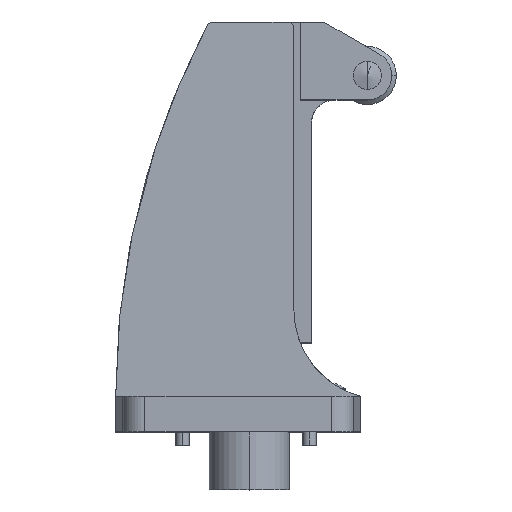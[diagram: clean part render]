
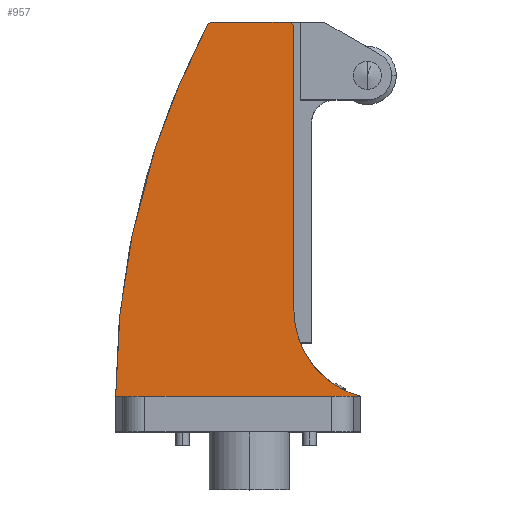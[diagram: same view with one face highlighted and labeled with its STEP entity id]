
A CAD part, top view. The second image highlights one B-rep face of the part: STEP entity #957.
In plain terms, the highlighted planar face has unit normal (0, 0.024, 1).
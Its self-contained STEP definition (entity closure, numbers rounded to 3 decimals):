
#439 = EDGE_CURVE ( 'NONE', #9915, #9916, #3785, .T. ) ;
#453 = EDGE_CURVE ( 'NONE', #9887, #483, #3833, .T. ) ;
#461 = EDGE_CURVE ( 'NONE', #468, #9915, #3856, .T. ) ;
#467 = EDGE_CURVE ( 'NONE', #486, #468, #3846, .T. ) ;
#468 = VERTEX_POINT ( 'NONE', #3845 ) ;
#483 = VERTEX_POINT ( 'NONE', #3920 ) ;
#485 = EDGE_CURVE ( 'NONE', #483, #486, #3919, .T. ) ;
#486 = VERTEX_POINT ( 'NONE', #3915 ) ;
#513 = EDGE_CURVE ( 'NONE', #9909, #9916, #3926, .T. ) ;
#957 = ADVANCED_FACE ( 'NONE', ( #4692 ), #4691, .F. ) ;
#958 = EDGE_LOOP ( 'NONE', ( #959, #960, #961, #962, #964, #965, #966 ) ) ;
#959 = ORIENTED_EDGE ( 'NONE', *, *, #513, .T. ) ;
#960 = ORIENTED_EDGE ( 'NONE', *, *, #439, .F. ) ;
#961 = ORIENTED_EDGE ( 'NONE', *, *, #461, .F. ) ;
#962 = ORIENTED_EDGE ( 'NONE', *, *, #467, .F. ) ;
#964 = ORIENTED_EDGE ( 'NONE', *, *, #485, .F. ) ;
#965 = ORIENTED_EDGE ( 'NONE', *, *, #453, .F. ) ;
#966 = ORIENTED_EDGE ( 'NONE', *, *, #9907, .F. ) ;
#3785 =( BOUNDED_CURVE ( )  B_SPLINE_CURVE ( 3, ( #3826, #3825, #3824, #3823 ),
 .UNSPECIFIED., .F., .F. ) 
 B_SPLINE_CURVE_WITH_KNOTS ( ( 4, 4 ),
 ( 1.571, 2.889 ),
 .UNSPECIFIED. ) 
 CURVE ( )  GEOMETRIC_REPRESENTATION_ITEM ( )  RATIONAL_B_SPLINE_CURVE ( ( 1., 0.86, 0.86, 1. ) ) 
 REPRESENTATION_ITEM ( '' )  );
#3823 = CARTESIAN_POINT ( 'NONE',  ( 25., 8., 19. ) ) ;
#3824 = CARTESIAN_POINT ( 'NONE',  ( 15.811, 10.372, 18.944 ) ) ;
#3825 = CARTESIAN_POINT ( 'NONE',  ( 10., 17.875, 18.765 ) ) ;
#3826 = CARTESIAN_POINT ( 'NONE',  ( 10., 27.365, 18.539 ) ) ;
#3828 = CARTESIAN_POINT ( 'NONE',  ( -8.097, 92., 17. ) ) ;
#3829 = CARTESIAN_POINT ( 'NONE',  ( -8.669, 92., 17. ) ) ;
#3830 = CARTESIAN_POINT ( 'NONE',  ( -9.158, 91.705, 17.007 ) ) ;
#3831 = CARTESIAN_POINT ( 'NONE',  ( -9.425, 91.199, 17.019 ) ) ;
#3833 =( BOUNDED_CURVE ( )  B_SPLINE_CURVE ( 3, ( #3831, #3830, #3829, #3828 ),
 .UNSPECIFIED., .F., .T. ) 
 B_SPLINE_CURVE_WITH_KNOTS ( ( 4, 4 ),
 ( 5.197, 6.283 ),
 .UNSPECIFIED. ) 
 CURVE ( )  GEOMETRIC_REPRESENTATION_ITEM ( )  RATIONAL_B_SPLINE_CURVE ( ( 1., 0.904, 0.904, 1. ) ) 
 REPRESENTATION_ITEM ( '' )  );
#3841 = CARTESIAN_POINT ( 'NONE',  ( 10., 90.5, 17.036 ) ) ;
#3842 = CARTESIAN_POINT ( 'NONE',  ( 10., 91.379, 17.015 ) ) ;
#3843 = CARTESIAN_POINT ( 'NONE',  ( 9.379, 92., 17. ) ) ;
#3844 = CARTESIAN_POINT ( 'NONE',  ( 8.5, 92., 17. ) ) ;
#3845 = CARTESIAN_POINT ( 'NONE',  ( 10., 90.5, 17.036 ) ) ;
#3846 =( BOUNDED_CURVE ( )  B_SPLINE_CURVE ( 3, ( #3844, #3843, #3842, #3841 ),
 .UNSPECIFIED., .F., .F. ) 
 B_SPLINE_CURVE_WITH_KNOTS ( ( 4, 4 ),
 ( 0., 1.571 ),
 .UNSPECIFIED. ) 
 CURVE ( )  GEOMETRIC_REPRESENTATION_ITEM ( )  RATIONAL_B_SPLINE_CURVE ( ( 1., 0.805, 0.805, 1. ) ) 
 REPRESENTATION_ITEM ( '' )  );
#3853 = DIRECTION ( 'NONE',  ( 0., -1., 0.024 ) ) ;
#3854 = VECTOR ( 'NONE', #3853, 1000. ) ;
#3855 = CARTESIAN_POINT ( 'NONE',  ( 10., 90.453, 17.037 ) ) ;
#3856 = LINE ( 'NONE', #3855, #3854 ) ;
#3915 = CARTESIAN_POINT ( 'NONE',  ( 8.5, 92., 17. ) ) ;
#3916 = DIRECTION ( 'NONE',  ( 1., 0., 0. ) ) ;
#3917 = VECTOR ( 'NONE', #3916, 1000. ) ;
#3918 = CARTESIAN_POINT ( 'NONE',  ( -35., 92., 17. ) ) ;
#3919 = LINE ( 'NONE', #3918, #3917 ) ;
#3920 = CARTESIAN_POINT ( 'NONE',  ( -8.097, 92., 17. ) ) ;
#3923 = DIRECTION ( 'NONE',  ( 1., 0., 0. ) ) ;
#3924 = VECTOR ( 'NONE', #3923, 1000. ) ;
#3925 = CARTESIAN_POINT ( 'NONE',  ( 25., 8., 19. ) ) ;
#3926 = LINE ( 'NONE', #3925, #3924 ) ;
#4687 = DIRECTION ( 'NONE',  ( 0., 1., -0.024 ) ) ;
#4688 = DIRECTION ( 'NONE',  ( 0., -0.024, -1. ) ) ;
#4689 = CARTESIAN_POINT ( 'NONE',  ( -35., 8., 19. ) ) ;
#4690 = AXIS2_PLACEMENT_3D ( 'NONE', #4689, #4688, #4687 ) ;
#4691 = PLANE ( 'NONE',  #4690 ) ;
#4692 = FACE_OUTER_BOUND ( 'NONE', #958, .T. ) ;
#8472 = CARTESIAN_POINT ( 'NONE',  ( -9.425, 91.199, 17.019 ) ) ;
#8529 = CARTESIAN_POINT ( 'NONE',  ( 10., 27.365, 18.539 ) ) ;
#8537 = CARTESIAN_POINT ( 'NONE',  ( 25., 8., 19. ) ) ;
#8545 = CARTESIAN_POINT ( 'NONE',  ( -9.425, 91.199, 17.019 ) ) ;
#8546 = CARTESIAN_POINT ( 'NONE',  ( -23.005, 65.421, 17.633 ) ) ;
#8547 = CARTESIAN_POINT ( 'NONE',  ( -30., 37.137, 18.306 ) ) ;
#8548 = CARTESIAN_POINT ( 'NONE',  ( -30., 8., 19. ) ) ;
#8549 =( BOUNDED_CURVE ( )  B_SPLINE_CURVE ( 3, ( #8548, #8547, #8546, #8545 ),
 .UNSPECIFIED., .F., .T. ) 
 B_SPLINE_CURVE_WITH_KNOTS ( ( 4, 4 ),
 ( 4.712, 5.197 ),
 .UNSPECIFIED. ) 
 CURVE ( )  GEOMETRIC_REPRESENTATION_ITEM ( )  RATIONAL_B_SPLINE_CURVE ( ( 1., 0.981, 0.981, 1. ) ) 
 REPRESENTATION_ITEM ( '' )  );
#8550 = CARTESIAN_POINT ( 'NONE',  ( -30., 8., 19. ) ) ;
#9887 = VERTEX_POINT ( 'NONE', #8472 ) ;
#9907 = EDGE_CURVE ( 'NONE', #9909, #9887, #8549, .T. ) ;
#9909 = VERTEX_POINT ( 'NONE', #8550 ) ;
#9915 = VERTEX_POINT ( 'NONE', #8529 ) ;
#9916 = VERTEX_POINT ( 'NONE', #8537 ) ;
